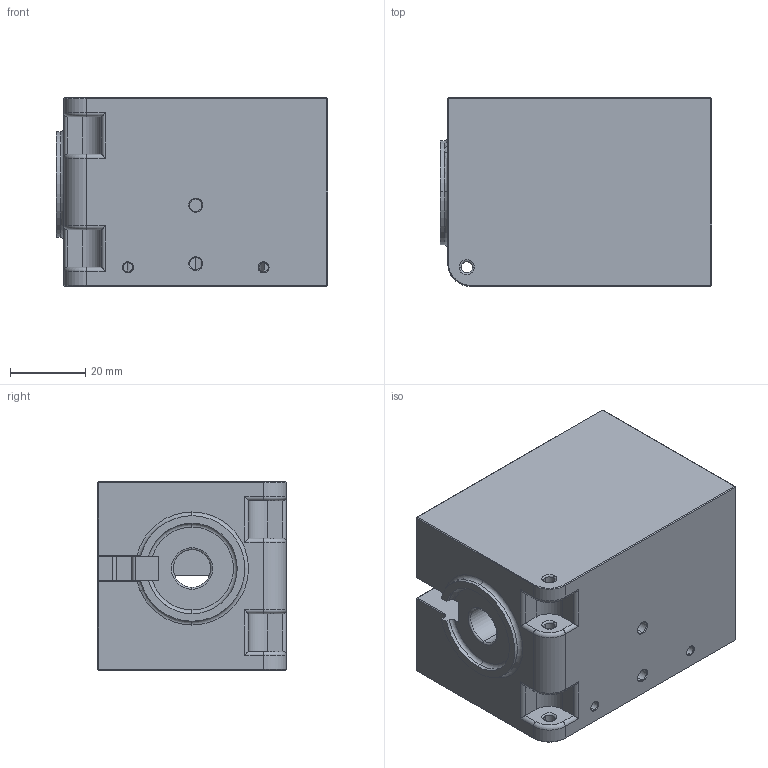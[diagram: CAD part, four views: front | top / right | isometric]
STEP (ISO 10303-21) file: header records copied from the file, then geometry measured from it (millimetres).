
FILE_DESCRIPTION (( 'STEP AP203' ), '1' );
FILE_NAME ('2020-08_1 - CUVETTE HOLDER BODY.STEP', '2020-04-18T09:00:42', ( '' ), ( '' ), 'SwSTEP 2.0', 'SolidWorks 2018', '' );
FILE_SCHEMA (( 'CONFIG_CONTROL_DESIGN' ));
Length unit declared in the file: millimetre
Products named in the file (1): 2020-08_1 - CUVETTE HOLDER BODY
Bounding box: 72 x 50 x 50 mm (x, y, z)
Volume: 152248.1 mm3; surface area: 28774.6 mm2
Topology: 1 solids, 1 shells, 219 faces, 525 edges, 308 vertices
Faces by surface type: plane 73, cylinder 72, cone 38, torus 34, bspline 2
Entity records: 6887 total; most frequent: CARTESIAN_POINT 1668, DIRECTION 1133, ORIENTED_EDGE 1034, EDGE_CURVE 517, AXIS2_PLACEMENT_3D 436, VERTEX_POINT 308, LINE 261, VECTOR 261
